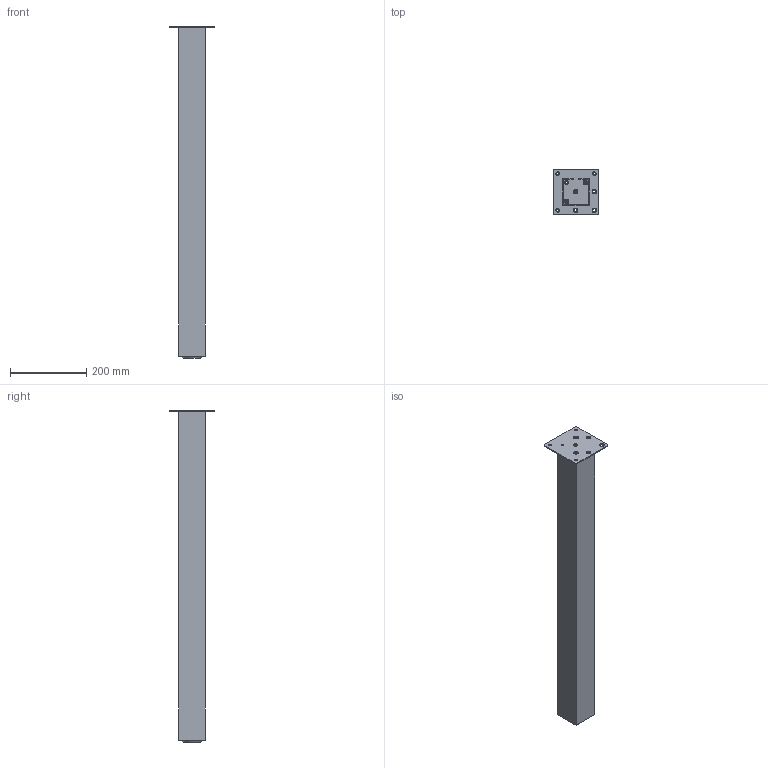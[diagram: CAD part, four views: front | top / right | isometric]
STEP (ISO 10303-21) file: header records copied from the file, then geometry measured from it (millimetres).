
FILE_DESCRIPTION(('STEP AP214'),'1');
FILE_NAME('SFSC0870.1-0.STP','2025-12-04T09:25:34',(' '),(' '),'Spatial InterOp 3D',' ',' ');
FILE_SCHEMA(('AUTOMOTIVE_DESIGN { 1 0 10303 214 1 1 1 1 }'));
Length unit declared in the file: millimetre
Products named in the file (1): Lokale Op.             
Bounding box: 120 x 120 x 870 mm (x, y, z)
Volume: 544402 mm3; surface area: 521163.1 mm2
Topology: 10 solids, 10 shells, 226 faces, 562 edges, 350 vertices
Faces by surface type: plane 95, cylinder 69, cone 46, torus 16
Entity records: 7546 total; most frequent: CARTESIAN_POINT 1520, DIRECTION 1224, ORIENTED_EDGE 1116, EDGE_CURVE 558, AXIS2_PLACEMENT_3D 478, VERTEX_POINT 350, LINE 268, VECTOR 268
